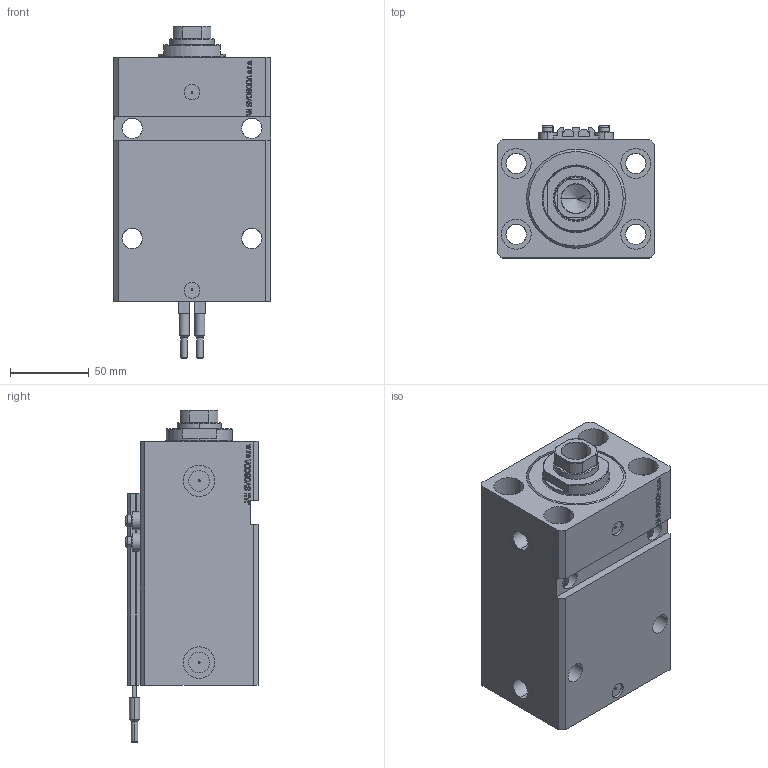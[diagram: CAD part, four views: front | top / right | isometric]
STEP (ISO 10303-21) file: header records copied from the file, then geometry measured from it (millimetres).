
FILE_DESCRIPTION (( 'STEP AP203' ), '1' );
FILE_NAME ('c62a.STEP', '2023-10-07T10:09:03', ( '' ), ( '' ), 'SwSTEP 2.0', 'SolidWorks 2019', '' );
FILE_SCHEMA (( 'CONFIG_CONTROL_DESIGN' ));
Length unit declared in the file: millimetre
Products named in the file (6): SWITCH_V250CE 033aaa6601de96baeb92bf2e0b942016; V250CE_VC_E 033aaa6601de96baeb92bf2e0b942016; V250CE_C_VCP 033aaa6601de96baeb92bf2e0b942016; c62a; ALLEN BOLT V250CE 033aaa6601de96baeb92bf2e0b942016; V250CE_E_Body 033aaa6601de96baeb92bf2e0b942016
Assembly tree (9 placements, depth 2):
  c62a
    V250CE_E_Body 033aaa6601de96baeb92bf2e0b942016
    ALLEN BOLT V250CE 033aaa6601de96baeb92bf2e0b942016  x4
    V250CE_C_VCP 033aaa6601de96baeb92bf2e0b942016
    V250CE_VC_E 033aaa6601de96baeb92bf2e0b942016
    SWITCH_V250CE 033aaa6601de96baeb92bf2e0b942016  x2
Bounding box: 100 x 84 x 211 mm (x, y, z)
Volume: 944270.7 mm3; surface area: 178665.1 mm2
Topology: 10 solids, 10 shells, 1160 faces, 2884 edges, 1851 vertices
Faces by surface type: plane 567, bspline 357, cylinder 158, cone 60, torus 18
Entity records: 48991 total; most frequent: CARTESIAN_POINT 25153, ORIENTED_EDGE 5350, DIRECTION 3585, EDGE_CURVE 2675, VERTEX_POINT 1737, LINE 1639, VECTOR 1639, EDGE_LOOP 1196
